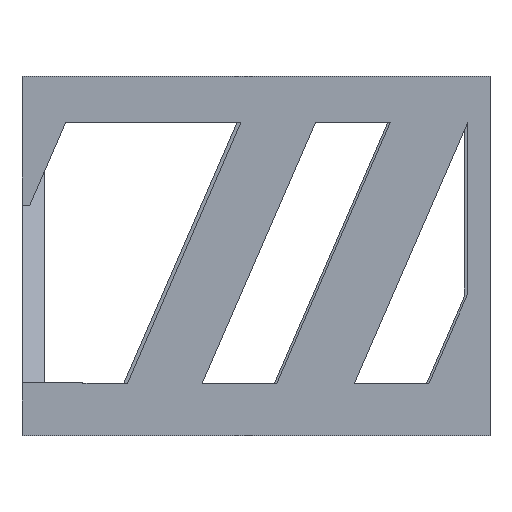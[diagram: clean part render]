
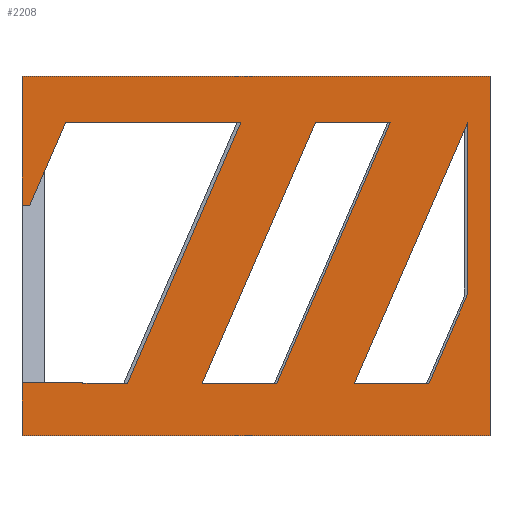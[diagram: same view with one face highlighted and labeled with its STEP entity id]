
A CAD part, left-side view. The second image highlights one B-rep face of the part: STEP entity #2208.
In plain terms, the highlighted planar face has unit normal (-1, 0, 0).
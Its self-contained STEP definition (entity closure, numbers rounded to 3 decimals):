
#44=FACE_BOUND('',#267,.T.);
#45=FACE_BOUND('',#268,.T.);
#147=FACE_OUTER_BOUND('',#266,.T.);
#266=EDGE_LOOP('',(#1956,#1957,#1958,#1959,#1960,#1961,#1962,#1963,#1964,
#1965,#1966));
#267=EDGE_LOOP('',(#1967,#1968,#1969,#1970));
#268=EDGE_LOOP('',(#1971,#1972,#1973,#1974));
#332=LINE('',#2977,#634);
#336=LINE('',#2984,#638);
#339=LINE('',#2992,#641);
#343=LINE('',#2998,#645);
#346=LINE('',#3006,#648);
#349=LINE('',#3012,#651);
#352=LINE('',#3018,#654);
#355=LINE('',#3022,#657);
#358=LINE('',#3030,#660);
#361=LINE('',#3036,#663);
#364=LINE('',#3042,#666);
#367=LINE('',#3046,#669);
#440=LINE('',#3193,#742);
#441=LINE('',#3196,#743);
#454=LINE('',#3220,#756);
#458=LINE('',#3227,#760);
#562=LINE('',#3448,#864);
#574=LINE('',#3468,#876);
#575=LINE('',#3469,#877);
#634=VECTOR('',#2428,10.);
#638=VECTOR('',#2434,10.);
#641=VECTOR('',#2439,10.);
#645=VECTOR('',#2445,10.);
#648=VECTOR('',#2450,10.);
#651=VECTOR('',#2455,10.);
#654=VECTOR('',#2460,10.);
#657=VECTOR('',#2465,10.);
#660=VECTOR('',#2470,10.);
#663=VECTOR('',#2475,10.);
#666=VECTOR('',#2480,10.);
#669=VECTOR('',#2485,10.);
#742=VECTOR('',#2602,10.);
#743=VECTOR('',#2605,10.);
#756=VECTOR('',#2626,10.);
#760=VECTOR('',#2630,10.);
#864=VECTOR('',#2830,10.);
#876=VECTOR('',#2850,10.);
#877=VECTOR('',#2851,10.);
#921=VERTEX_POINT('',#2974);
#922=VERTEX_POINT('',#2976);
#924=VERTEX_POINT('',#2982);
#927=VERTEX_POINT('',#2989);
#928=VERTEX_POINT('',#2991);
#932=VERTEX_POINT('',#3003);
#933=VERTEX_POINT('',#3005);
#935=VERTEX_POINT('',#3011);
#937=VERTEX_POINT('',#3017);
#940=VERTEX_POINT('',#3027);
#941=VERTEX_POINT('',#3029);
#943=VERTEX_POINT('',#3035);
#945=VERTEX_POINT('',#3041);
#997=VERTEX_POINT('',#3191);
#998=VERTEX_POINT('',#3195);
#1005=VERTEX_POINT('',#3218);
#1008=VERTEX_POINT('',#3226);
#1076=VERTEX_POINT('',#3444);
#1077=VERTEX_POINT('',#3446);
#1140=EDGE_CURVE('',#922,#921,#332,.T.);
#1144=EDGE_CURVE('',#921,#924,#336,.T.);
#1147=EDGE_CURVE('',#928,#927,#339,.T.);
#1151=EDGE_CURVE('',#924,#928,#343,.T.);
#1154=EDGE_CURVE('',#933,#932,#346,.T.);
#1157=EDGE_CURVE('',#935,#933,#349,.T.);
#1160=EDGE_CURVE('',#937,#935,#352,.T.);
#1163=EDGE_CURVE('',#932,#937,#355,.T.);
#1166=EDGE_CURVE('',#941,#940,#358,.T.);
#1169=EDGE_CURVE('',#943,#941,#361,.T.);
#1172=EDGE_CURVE('',#945,#943,#364,.T.);
#1175=EDGE_CURVE('',#940,#945,#367,.T.);
#1248=EDGE_CURVE('',#927,#997,#440,.T.);
#1249=EDGE_CURVE('',#998,#922,#441,.T.);
#1262=EDGE_CURVE('',#997,#1005,#454,.T.);
#1266=EDGE_CURVE('',#1008,#998,#458,.T.);
#1378=EDGE_CURVE('',#1077,#1076,#562,.T.);
#1390=EDGE_CURVE('',#1005,#1076,#574,.T.);
#1391=EDGE_CURVE('',#1077,#1008,#575,.T.);
#1956=ORIENTED_EDGE('',*,*,#1147,.T.);
#1957=ORIENTED_EDGE('',*,*,#1248,.T.);
#1958=ORIENTED_EDGE('',*,*,#1262,.T.);
#1959=ORIENTED_EDGE('',*,*,#1390,.T.);
#1960=ORIENTED_EDGE('',*,*,#1378,.F.);
#1961=ORIENTED_EDGE('',*,*,#1391,.T.);
#1962=ORIENTED_EDGE('',*,*,#1266,.T.);
#1963=ORIENTED_EDGE('',*,*,#1249,.T.);
#1964=ORIENTED_EDGE('',*,*,#1140,.T.);
#1965=ORIENTED_EDGE('',*,*,#1144,.T.);
#1966=ORIENTED_EDGE('',*,*,#1151,.T.);
#1967=ORIENTED_EDGE('',*,*,#1154,.T.);
#1968=ORIENTED_EDGE('',*,*,#1163,.T.);
#1969=ORIENTED_EDGE('',*,*,#1160,.T.);
#1970=ORIENTED_EDGE('',*,*,#1157,.T.);
#1971=ORIENTED_EDGE('',*,*,#1166,.T.);
#1972=ORIENTED_EDGE('',*,*,#1175,.T.);
#1973=ORIENTED_EDGE('',*,*,#1172,.T.);
#1974=ORIENTED_EDGE('',*,*,#1169,.T.);
#2107=PLANE('',#2331);
#2208=ADVANCED_FACE('',(#147,#44,#45),#2107,.T.);
#2331=AXIS2_PLACEMENT_3D('',#3467,#2848,#2849);
#2428=DIRECTION('',(0.,-0.398,0.917));
#2434=DIRECTION('',(0.,-1.,0.));
#2439=DIRECTION('',(0.,1.,0.006));
#2445=DIRECTION('',(0.,0.398,-0.917));
#2450=DIRECTION('',(0.,-0.398,0.917));
#2455=DIRECTION('',(0.,1.,0.));
#2460=DIRECTION('',(0.,0.398,-0.917));
#2465=DIRECTION('',(0.,-1.,0.));
#2470=DIRECTION('',(0.,-0.398,0.917));
#2475=DIRECTION('',(0.,1.,0.));
#2480=DIRECTION('',(0.,0.398,-0.917));
#2485=DIRECTION('',(0.,0.,-1.));
#2602=DIRECTION('',(0.,1.,0.));
#2605=DIRECTION('',(0.,-1.,0.));
#2626=DIRECTION('',(0.,0.,-1.));
#2630=DIRECTION('',(0.,0.,-1.));
#2830=DIRECTION('',(0.,0.,-1.));
#2848=DIRECTION('center_axis',(-1.,0.,0.));
#2849=DIRECTION('ref_axis',(0.,1.,0.));
#2850=DIRECTION('',(0.,-1.,0.));
#2851=DIRECTION('',(0.,1.,0.));
#2974=CARTESIAN_POINT('',(-82.5,76.755,-172.));
#2976=CARTESIAN_POINT('',(-82.5,81.5,-182.924));
#2977=CARTESIAN_POINT('',(-82.5,73.606,-164.75));
#2982=CARTESIAN_POINT('',(-82.5,53.735,-172.));
#2984=CARTESIAN_POINT('',(-82.5,48.877,-172.));
#2989=CARTESIAN_POINT('',(-82.5,81.393,-206.253));
#2991=CARTESIAN_POINT('',(-82.5,68.647,-206.327));
#2992=CARTESIAN_POINT('',(-82.5,44.942,-206.466));
#2998=CARTESIAN_POINT('',(-82.5,50.041,-163.495));
#3003=CARTESIAN_POINT('',(-82.5,43.923,-172.));
#3005=CARTESIAN_POINT('',(-82.5,58.835,-206.327));
#3006=CARTESIAN_POINT('',(-82.5,48.463,-182.451));
#3011=CARTESIAN_POINT('',(-82.5,49.022,-206.327));
#3012=CARTESIAN_POINT('',(-82.5,35.011,-206.327));
#3017=CARTESIAN_POINT('',(-82.5,34.11,-172.));
#3018=CARTESIAN_POINT('',(-82.5,31.973,-167.081));
#3022=CARTESIAN_POINT('',(-82.5,32.461,-172.));
#3027=CARTESIAN_POINT('',(-82.5,23.923,-172.));
#3029=CARTESIAN_POINT('',(-82.5,38.835,-206.327));
#3030=CARTESIAN_POINT('',(-82.5,30.051,-186.106));
#3035=CARTESIAN_POINT('',(-82.5,29.022,-206.327));
#3036=CARTESIAN_POINT('',(-82.5,25.011,-206.327));
#3041=CARTESIAN_POINT('',(-82.5,23.923,-194.588));
#3042=CARTESIAN_POINT('',(-82.5,18.467,-182.029));
#3046=CARTESIAN_POINT('',(-82.5,23.923,-169.));
#3191=CARTESIAN_POINT('',(-82.5,82.5,-206.253));
#3193=CARTESIAN_POINT('',(-82.5,51.75,-206.253));
#3195=CARTESIAN_POINT('',(-82.5,82.5,-182.924));
#3196=CARTESIAN_POINT('',(-82.5,51.75,-182.924));
#3218=CARTESIAN_POINT('',(-82.5,82.5,-213.207));
#3220=CARTESIAN_POINT('',(-82.5,82.5,-166.));
#3226=CARTESIAN_POINT('',(-82.5,82.5,-166.));
#3227=CARTESIAN_POINT('',(-82.5,82.5,-166.));
#3444=CARTESIAN_POINT('',(-82.5,21.,-213.207));
#3446=CARTESIAN_POINT('',(-82.5,21.,-166.));
#3448=CARTESIAN_POINT('',(-82.5,21.,-166.));
#3467=CARTESIAN_POINT('Origin',(-82.5,21.,-166.));
#3468=CARTESIAN_POINT('',(-82.5,36.375,-213.207));
#3469=CARTESIAN_POINT('',(-82.5,21.,-166.));
